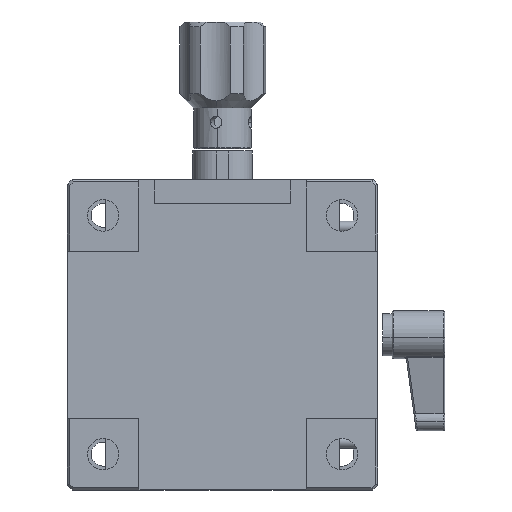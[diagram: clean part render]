
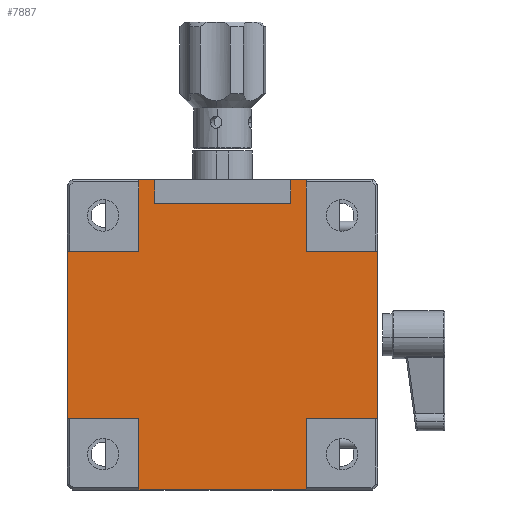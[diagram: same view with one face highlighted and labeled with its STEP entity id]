
A CAD part, front view. The second image highlights one B-rep face of the part: STEP entity #7887.
In plain terms, the highlighted planar face has unit normal (0, -1, 0).
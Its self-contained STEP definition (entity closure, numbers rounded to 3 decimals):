
#17 = VECTOR ( 'NONE', #3003, 1000. ) ;
#121 = DIRECTION ( 'NONE',  ( -1., 0., 0. ) ) ;
#205 = ORIENTED_EDGE ( 'NONE', *, *, #258, .T. ) ;
#258 = EDGE_CURVE ( 'NONE', #7009, #13063, #4784, .T. ) ;
#417 = LINE ( 'NONE', #4604, #4935 ) ;
#612 = LINE ( 'NONE', #6603, #5426 ) ;
#842 = CARTESIAN_POINT ( 'NONE',  ( -29.479, -17.441, 47.5 ) ) ;
#1229 = CARTESIAN_POINT ( 'NONE',  ( 35.521, -17.441, 47.5 ) ) ;
#1348 = DIRECTION ( 'NONE',  ( 0., 0., -1. ) ) ;
#1377 = LINE ( 'NONE', #11632, #2531 ) ;
#1406 = VECTOR ( 'NONE', #4077, 1000. ) ;
#1419 = EDGE_CURVE ( 'NONE', #3533, #3871, #4977, .T. ) ;
#1452 = ORIENTED_EDGE ( 'NONE', *, *, #13706, .F. ) ;
#1537 = EDGE_CURVE ( 'NONE', #5148, #6988, #7730, .T. ) ;
#1847 = DIRECTION ( 'NONE',  ( -1., 0., 0. ) ) ;
#1948 = DIRECTION ( 'NONE',  ( 0., 0., 1. ) ) ;
#2049 = LINE ( 'NONE', #8428, #17 ) ;
#2114 = CARTESIAN_POINT ( 'NONE',  ( 20.521, -17.441, 82.5 ) ) ;
#2332 = LINE ( 'NONE', #8954, #4321 ) ;
#2372 = CARTESIAN_POINT ( 'NONE',  ( 3.021, -17.441, 65. ) ) ;
#2403 = VECTOR ( 'NONE', #1847, 1000. ) ;
#2489 = CARTESIAN_POINT ( 'NONE',  ( -11.229, -17.441, 97.5 ) ) ;
#2531 = VECTOR ( 'NONE', #6247, 1000. ) ;
#2534 = DIRECTION ( 'NONE',  ( 1., 0., 0. ) ) ;
#2574 = ORIENTED_EDGE ( 'NONE', *, *, #7218, .T. ) ;
#2663 = VERTEX_POINT ( 'NONE', #5159 ) ;
#2677 = EDGE_CURVE ( 'NONE', #6595, #7749, #3417, .T. ) ;
#2824 = VECTOR ( 'NONE', #8757, 1000. ) ;
#2867 = EDGE_CURVE ( 'NONE', #13063, #13175, #2332, .T. ) ;
#2932 = EDGE_CURVE ( 'NONE', #12670, #5148, #7147, .T. ) ;
#3003 = DIRECTION ( 'NONE',  ( 0., 0., 1. ) ) ;
#3417 = LINE ( 'NONE', #2114, #12441 ) ;
#3480 = EDGE_CURVE ( 'NONE', #7168, #9185, #6973, .T. ) ;
#3494 = VERTEX_POINT ( 'NONE', #842 ) ;
#3533 = VERTEX_POINT ( 'NONE', #13671 ) ;
#3753 = LINE ( 'NONE', #11300, #2403 ) ;
#3871 = VERTEX_POINT ( 'NONE', #6389 ) ;
#3997 = ORIENTED_EDGE ( 'NONE', *, *, #7543, .T. ) ;
#4077 = DIRECTION ( 'NONE',  ( -1., 0., 0. ) ) ;
#4321 = VECTOR ( 'NONE', #4587, 1000. ) ;
#4360 = CARTESIAN_POINT ( 'NONE',  ( -11.229, -17.441, 92.5 ) ) ;
#4420 = DIRECTION ( 'NONE',  ( 0., -1., 0. ) ) ;
#4564 = PLANE ( 'NONE',  #12951 ) ;
#4587 = DIRECTION ( 'NONE',  ( 1., 0., 0. ) ) ;
#4604 = CARTESIAN_POINT ( 'NONE',  ( -14.479, -17.441, 97.5 ) ) ;
#4711 = CARTESIAN_POINT ( 'NONE',  ( -29.479, -17.441, 82.5 ) ) ;
#4748 = EDGE_CURVE ( 'NONE', #9185, #6509, #417, .T. ) ;
#4784 = LINE ( 'NONE', #12861, #8229 ) ;
#4791 = ORIENTED_EDGE ( 'NONE', *, *, #8958, .T. ) ;
#4866 = CARTESIAN_POINT ( 'NONE',  ( -14.479, -17.441, 82.5 ) ) ;
#4922 = EDGE_CURVE ( 'NONE', #6988, #6595, #3753, .T. ) ;
#4935 = VECTOR ( 'NONE', #9953, 1000. ) ;
#4958 = EDGE_CURVE ( 'NONE', #7749, #2663, #12411, .T. ) ;
#4977 = LINE ( 'NONE', #4711, #8422 ) ;
#5148 = VERTEX_POINT ( 'NONE', #1229 ) ;
#5159 = CARTESIAN_POINT ( 'NONE',  ( 17.271, -17.441, 97.5 ) ) ;
#5208 = CARTESIAN_POINT ( 'NONE',  ( 17.271, -17.441, 92.5 ) ) ;
#5426 = VECTOR ( 'NONE', #2534, 1000. ) ;
#5434 = ORIENTED_EDGE ( 'NONE', *, *, #1537, .T. ) ;
#5865 = ORIENTED_EDGE ( 'NONE', *, *, #2932, .T. ) ;
#5907 = CARTESIAN_POINT ( 'NONE',  ( -14.479, -17.441, 97.5 ) ) ;
#6247 = DIRECTION ( 'NONE',  ( 1., 0., 0. ) ) ;
#6389 = CARTESIAN_POINT ( 'NONE',  ( -29.479, -17.441, 82.5 ) ) ;
#6509 = VERTEX_POINT ( 'NONE', #5907 ) ;
#6590 = ORIENTED_EDGE ( 'NONE', *, *, #2677, .T. ) ;
#6595 = VERTEX_POINT ( 'NONE', #7895 ) ;
#6603 = CARTESIAN_POINT ( 'NONE',  ( -29.479, -17.441, 47.5 ) ) ;
#6748 = VECTOR ( 'NONE', #10575, 1000. ) ;
#6833 = ORIENTED_EDGE ( 'NONE', *, *, #3480, .T. ) ;
#6954 = CARTESIAN_POINT ( 'NONE',  ( 20.521, -17.441, 32.5 ) ) ;
#6960 = ORIENTED_EDGE ( 'NONE', *, *, #4922, .T. ) ;
#6973 = LINE ( 'NONE', #12571, #12805 ) ;
#6988 = VERTEX_POINT ( 'NONE', #11301 ) ;
#7009 = VERTEX_POINT ( 'NONE', #13750 ) ;
#7147 = LINE ( 'NONE', #11989, #2824 ) ;
#7168 = VERTEX_POINT ( 'NONE', #4360 ) ;
#7218 = EDGE_CURVE ( 'NONE', #3494, #7009, #612, .T. ) ;
#7403 = DIRECTION ( 'NONE',  ( 0., 0., 1. ) ) ;
#7543 = EDGE_CURVE ( 'NONE', #3871, #3494, #9567, .T. ) ;
#7730 = LINE ( 'NONE', #7944, #10772 ) ;
#7749 = VERTEX_POINT ( 'NONE', #9531 ) ;
#7887 = ADVANCED_FACE ( 'NONE', ( #10732 ), #4564, .T. ) ;
#7895 = CARTESIAN_POINT ( 'NONE',  ( 20.521, -17.441, 82.5 ) ) ;
#7901 = VECTOR ( 'NONE', #10196, 1000. ) ;
#7944 = CARTESIAN_POINT ( 'NONE',  ( 35.521, -17.441, 47.5 ) ) ;
#8001 = ORIENTED_EDGE ( 'NONE', *, *, #4748, .T. ) ;
#8229 = VECTOR ( 'NONE', #11849, 1000. ) ;
#8422 = VECTOR ( 'NONE', #121, 1000. ) ;
#8428 = CARTESIAN_POINT ( 'NONE',  ( 20.521, -17.441, 47.5 ) ) ;
#8465 = CARTESIAN_POINT ( 'NONE',  ( -29.479, -17.441, 47.5 ) ) ;
#8757 = DIRECTION ( 'NONE',  ( 1., 0., 0. ) ) ;
#8930 = EDGE_CURVE ( 'NONE', #11424, #2663, #13211, .T. ) ;
#8954 = CARTESIAN_POINT ( 'NONE',  ( -14.479, -17.441, 32.5 ) ) ;
#8958 = EDGE_CURVE ( 'NONE', #13175, #12670, #2049, .T. ) ;
#9132 = CARTESIAN_POINT ( 'NONE',  ( -14.479, -17.441, 32.5 ) ) ;
#9185 = VERTEX_POINT ( 'NONE', #2489 ) ;
#9531 = CARTESIAN_POINT ( 'NONE',  ( 20.521, -17.441, 97.5 ) ) ;
#9567 = LINE ( 'NONE', #8465, #6748 ) ;
#9953 = DIRECTION ( 'NONE',  ( -1., 0., 0. ) ) ;
#10196 = DIRECTION ( 'NONE',  ( 0., 0., -1. ) ) ;
#10326 = ORIENTED_EDGE ( 'NONE', *, *, #12738, .T. ) ;
#10452 = ORIENTED_EDGE ( 'NONE', *, *, #8930, .F. ) ;
#10575 = DIRECTION ( 'NONE',  ( 0., 0., -1. ) ) ;
#10711 = VECTOR ( 'NONE', #7403, 1000. ) ;
#10732 = FACE_OUTER_BOUND ( 'NONE', #11088, .T. ) ;
#10772 = VECTOR ( 'NONE', #12128, 1000. ) ;
#11036 = ORIENTED_EDGE ( 'NONE', *, *, #1419, .T. ) ;
#11088 = EDGE_LOOP ( 'NONE', ( #6833, #8001, #10326, #11036, #3997, #2574, #205, #13656, #4791, #5865, #5434, #6960, #6590, #11939, #10452, #1452 ) ) ;
#11300 = CARTESIAN_POINT ( 'NONE',  ( 35.521, -17.441, 82.5 ) ) ;
#11301 = CARTESIAN_POINT ( 'NONE',  ( 35.521, -17.441, 82.5 ) ) ;
#11424 = VERTEX_POINT ( 'NONE', #11971 ) ;
#11614 = DIRECTION ( 'NONE',  ( 0., 0., 1. ) ) ;
#11632 = CARTESIAN_POINT ( 'NONE',  ( 17.271, -17.441, 92.5 ) ) ;
#11849 = DIRECTION ( 'NONE',  ( 0., 0., -1. ) ) ;
#11939 = ORIENTED_EDGE ( 'NONE', *, *, #4958, .T. ) ;
#11971 = CARTESIAN_POINT ( 'NONE',  ( 17.271, -17.441, 92.5 ) ) ;
#11989 = CARTESIAN_POINT ( 'NONE',  ( 35.521, -17.441, 47.5 ) ) ;
#12128 = DIRECTION ( 'NONE',  ( 0., 0., 1. ) ) ;
#12201 = CARTESIAN_POINT ( 'NONE',  ( 20.521, -17.441, 47.5 ) ) ;
#12411 = LINE ( 'NONE', #13740, #1406 ) ;
#12441 = VECTOR ( 'NONE', #11614, 1000. ) ;
#12571 = CARTESIAN_POINT ( 'NONE',  ( -11.229, -17.441, 92.5 ) ) ;
#12670 = VERTEX_POINT ( 'NONE', #12201 ) ;
#12738 = EDGE_CURVE ( 'NONE', #6509, #3533, #13591, .T. ) ;
#12805 = VECTOR ( 'NONE', #1948, 1000. ) ;
#12861 = CARTESIAN_POINT ( 'NONE',  ( -14.479, -17.441, 47.5 ) ) ;
#12951 = AXIS2_PLACEMENT_3D ( 'NONE', #2372, #4420, #1348 ) ;
#13063 = VERTEX_POINT ( 'NONE', #9132 ) ;
#13175 = VERTEX_POINT ( 'NONE', #6954 ) ;
#13211 = LINE ( 'NONE', #5208, #10711 ) ;
#13591 = LINE ( 'NONE', #4866, #7901 ) ;
#13656 = ORIENTED_EDGE ( 'NONE', *, *, #2867, .T. ) ;
#13671 = CARTESIAN_POINT ( 'NONE',  ( -14.479, -17.441, 82.5 ) ) ;
#13706 = EDGE_CURVE ( 'NONE', #7168, #11424, #1377, .T. ) ;
#13740 = CARTESIAN_POINT ( 'NONE',  ( -14.479, -17.441, 97.5 ) ) ;
#13750 = CARTESIAN_POINT ( 'NONE',  ( -14.479, -17.441, 47.5 ) ) ;
